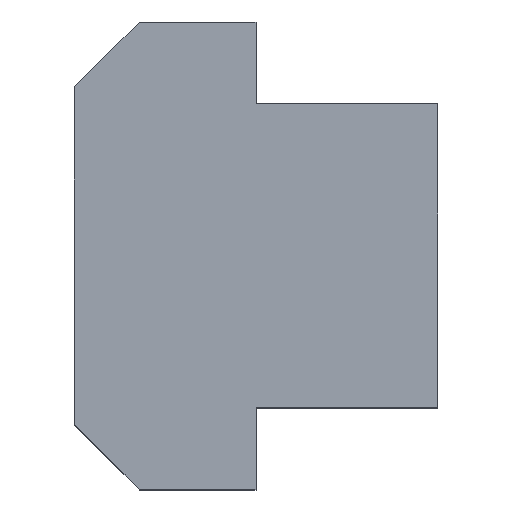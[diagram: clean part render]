
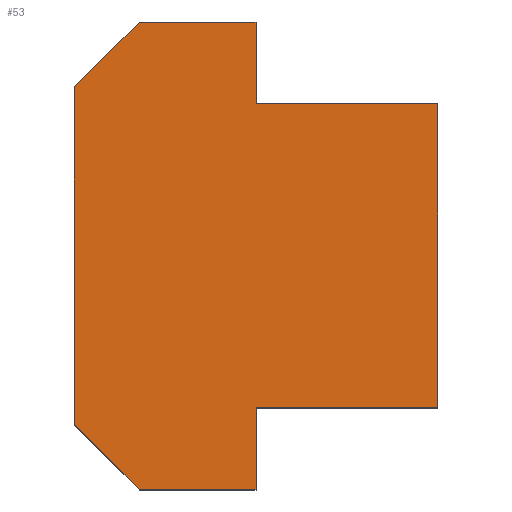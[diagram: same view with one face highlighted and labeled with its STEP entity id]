
A CAD part, top view. The second image highlights one B-rep face of the part: STEP entity #53.
In plain terms, the highlighted planar face has unit normal (0, 0, 1).
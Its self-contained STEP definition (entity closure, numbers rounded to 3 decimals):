
#53=ADVANCED_FACE('',(#76),#66,.T.);
#66=PLANE('',#285);
#76=FACE_OUTER_BOUND('',#90,.T.);
#90=EDGE_LOOP('',(#136,#137,#138,#139,#140,#141,#142,#143,#144,#145));
#136=ORIENTED_EDGE('',*,*,#182,.F.);
#137=ORIENTED_EDGE('',*,*,#211,.F.);
#138=ORIENTED_EDGE('',*,*,#207,.F.);
#139=ORIENTED_EDGE('',*,*,#204,.F.);
#140=ORIENTED_EDGE('',*,*,#201,.F.);
#141=ORIENTED_EDGE('',*,*,#198,.F.);
#142=ORIENTED_EDGE('',*,*,#195,.F.);
#143=ORIENTED_EDGE('',*,*,#191,.F.);
#144=ORIENTED_EDGE('',*,*,#188,.F.);
#145=ORIENTED_EDGE('',*,*,#185,.F.);
#160=VERTEX_POINT('',#355);
#161=VERTEX_POINT('',#357);
#163=VERTEX_POINT('',#363);
#165=VERTEX_POINT('',#369);
#167=VERTEX_POINT('',#375);
#170=VERTEX_POINT('',#383);
#172=VERTEX_POINT('',#389);
#174=VERTEX_POINT('',#395);
#176=VERTEX_POINT('',#401);
#178=VERTEX_POINT('',#407);
#182=EDGE_CURVE('',#160,#161,#214,.T.);
#185=EDGE_CURVE('',#161,#163,#217,.T.);
#188=EDGE_CURVE('',#163,#165,#220,.T.);
#191=EDGE_CURVE('',#165,#167,#223,.T.);
#195=EDGE_CURVE('',#167,#170,#226,.T.);
#198=EDGE_CURVE('',#170,#172,#229,.T.);
#201=EDGE_CURVE('',#172,#174,#232,.T.);
#204=EDGE_CURVE('',#174,#176,#235,.T.);
#207=EDGE_CURVE('',#176,#178,#238,.T.);
#211=EDGE_CURVE('',#178,#160,#241,.T.);
#214=LINE('',#356,#244);
#217=LINE('',#362,#247);
#220=LINE('',#368,#250);
#223=LINE('',#374,#253);
#226=LINE('',#382,#256);
#229=LINE('',#388,#259);
#232=LINE('',#394,#262);
#235=LINE('',#400,#265);
#238=LINE('',#406,#268);
#241=LINE('',#413,#271);
#244=VECTOR('',#292,1.);
#247=VECTOR('',#297,1.);
#250=VECTOR('',#302,1.);
#253=VECTOR('',#307,1.);
#256=VECTOR('',#314,1.);
#259=VECTOR('',#319,1.);
#262=VECTOR('',#324,1.);
#265=VECTOR('',#329,1.);
#268=VECTOR('',#334,1.);
#271=VECTOR('',#341,1.);
#285=AXIS2_PLACEMENT_3D('',#415,#344,#345);
#292=DIRECTION('',(-1.,0.,0.));
#297=DIRECTION('',(0.,-1.,0.));
#302=DIRECTION('',(-1.,0.,0.));
#307=DIRECTION('',(-0.707,0.707,0.));
#314=DIRECTION('',(0.,1.,0.));
#319=DIRECTION('',(0.707,0.707,0.));
#324=DIRECTION('',(1.,0.,0.));
#329=DIRECTION('',(0.,-1.,0.));
#334=DIRECTION('',(1.,0.,0.));
#341=DIRECTION('',(0.,-1.,0.));
#344=DIRECTION('',(0.,0.,1.));
#345=DIRECTION('',(1.,0.,0.));
#355=CARTESIAN_POINT('',(14.,-5.85,18.));
#356=CARTESIAN_POINT('',(14.,-5.85,18.));
#357=CARTESIAN_POINT('',(7.,-5.85,18.));
#362=CARTESIAN_POINT('',(7.,-5.85,18.));
#363=CARTESIAN_POINT('',(7.,-9.,18.));
#368=CARTESIAN_POINT('',(7.,-9.,18.));
#369=CARTESIAN_POINT('',(2.5,-9.,18.));
#374=CARTESIAN_POINT('',(2.5,-9.,18.));
#375=CARTESIAN_POINT('',(0.,-6.5,18.));
#382=CARTESIAN_POINT('',(0.,-6.5,18.));
#383=CARTESIAN_POINT('',(0.,6.5,18.));
#388=CARTESIAN_POINT('',(0.,6.5,18.));
#389=CARTESIAN_POINT('',(2.5,9.,18.));
#394=CARTESIAN_POINT('',(2.5,9.,18.));
#395=CARTESIAN_POINT('',(7.,9.,18.));
#400=CARTESIAN_POINT('',(7.,9.,18.));
#401=CARTESIAN_POINT('',(7.,5.85,18.));
#406=CARTESIAN_POINT('',(7.,5.85,18.));
#407=CARTESIAN_POINT('',(14.,5.85,18.));
#413=CARTESIAN_POINT('',(14.,5.85,18.));
#415=CARTESIAN_POINT('',(0.,0.,18.));
